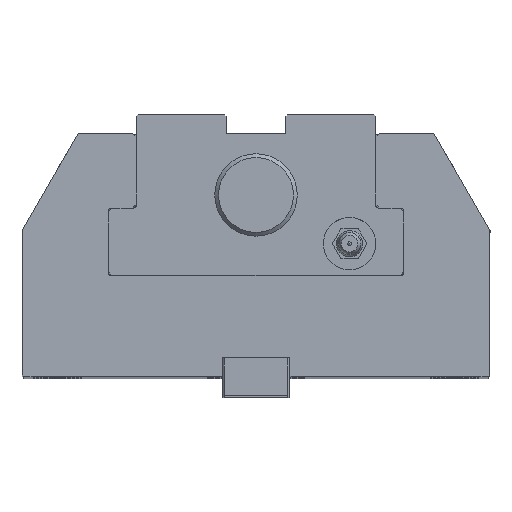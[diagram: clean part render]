
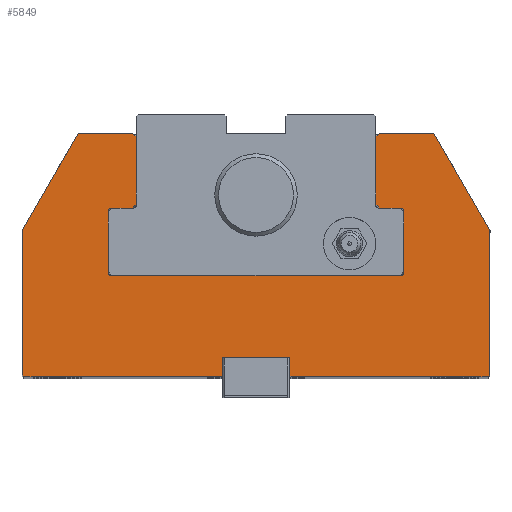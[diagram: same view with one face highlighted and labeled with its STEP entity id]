
A CAD part, top view. The second image highlights one B-rep face of the part: STEP entity #5849.
In plain terms, the highlighted planar face has unit normal (0, 0, 1).
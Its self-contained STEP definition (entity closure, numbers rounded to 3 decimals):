
#178=PLANE('',#6389);
#473=FACE_OUTER_BOUND('',#793,.T.);
#793=EDGE_LOOP('',(#4506,#4507,#4508,#4509,#4510,#4511,#4512,#4513,#4514,
#4515,#4516,#4517,#4518,#4519,#4520,#4521,#4522,#4523,#4524,#4525,#4526,
#4527,#4528,#4529,#4530,#4531,#4532,#4533,#4534,#4535));
#1076=LINE('',#8792,#1666);
#1085=LINE('',#8811,#1675);
#1095=LINE('',#8832,#1685);
#1176=LINE('',#9063,#1766);
#1185=LINE('',#9082,#1775);
#1188=LINE('',#9088,#1778);
#1191=LINE('',#9094,#1781);
#1194=LINE('',#9102,#1784);
#1204=LINE('',#9139,#1794);
#1207=LINE('',#9145,#1797);
#1210=LINE('',#9151,#1800);
#1213=LINE('',#9157,#1803);
#1229=LINE('',#9196,#1819);
#1233=LINE('',#9202,#1823);
#1240=LINE('',#9222,#1830);
#1244=LINE('',#9234,#1834);
#1247=LINE('',#9241,#1837);
#1251=LINE('',#9247,#1841);
#1259=LINE('',#9263,#1849);
#1278=LINE('',#9319,#1868);
#1296=LINE('',#9371,#1886);
#1297=LINE('',#9375,#1887);
#1298=LINE('',#9376,#1888);
#1299=LINE('',#9378,#1889);
#1300=LINE('',#9380,#1890);
#1301=LINE('',#9381,#1891);
#1666=VECTOR('',#7017,1000.);
#1675=VECTOR('',#7030,1000.);
#1685=VECTOR('',#7046,1000.);
#1766=VECTOR('',#7203,1000.);
#1775=VECTOR('',#7216,1000.);
#1778=VECTOR('',#7221,1000.);
#1781=VECTOR('',#7226,1000.);
#1784=VECTOR('',#7233,1000.);
#1794=VECTOR('',#7259,1000.);
#1797=VECTOR('',#7264,1000.);
#1800=VECTOR('',#7269,1000.);
#1803=VECTOR('',#7274,1000.);
#1819=VECTOR('',#7312,1000.);
#1823=VECTOR('',#7318,1000.);
#1830=VECTOR('',#7337,1000.);
#1834=VECTOR('',#7345,1000.);
#1837=VECTOR('',#7350,1000.);
#1841=VECTOR('',#7356,1000.);
#1849=VECTOR('',#7372,1000.);
#1868=VECTOR('',#7411,1000.);
#1886=VECTOR('',#7455,1000.);
#1887=VECTOR('',#7458,1000.);
#1888=VECTOR('',#7459,1000.);
#1889=VECTOR('',#7460,1000.);
#1890=VECTOR('',#7461,1000.);
#1891=VECTOR('',#7462,1000.);
#2295=CIRCLE('',#6283,0.8);
#2316=CIRCLE('',#6335,0.8);
#2322=CIRCLE('',#6373,0.8);
#2324=CIRCLE('',#6377,0.8);
#2575=VERTEX_POINT('',#8789);
#2576=VERTEX_POINT('',#8791);
#2583=VERTEX_POINT('',#8808);
#2584=VERTEX_POINT('',#8810);
#2589=VERTEX_POINT('',#8822);
#2592=VERTEX_POINT('',#8830);
#2671=VERTEX_POINT('',#9060);
#2672=VERTEX_POINT('',#9062);
#2677=VERTEX_POINT('',#9075);
#2680=VERTEX_POINT('',#9080);
#2682=VERTEX_POINT('',#9086);
#2684=VERTEX_POINT('',#9092);
#2687=VERTEX_POINT('',#9100);
#2694=VERTEX_POINT('',#9131);
#2696=VERTEX_POINT('',#9137);
#2698=VERTEX_POINT('',#9143);
#2700=VERTEX_POINT('',#9149);
#2702=VERTEX_POINT('',#9155);
#2714=VERTEX_POINT('',#9195);
#2715=VERTEX_POINT('',#9200);
#2722=VERTEX_POINT('',#9220);
#2727=VERTEX_POINT('',#9231);
#2728=VERTEX_POINT('',#9233);
#2731=VERTEX_POINT('',#9239);
#2749=VERTEX_POINT('',#9308);
#2753=VERTEX_POINT('',#9317);
#2763=VERTEX_POINT('',#9373);
#2764=VERTEX_POINT('',#9374);
#2765=VERTEX_POINT('',#9377);
#2766=VERTEX_POINT('',#9379);
#3195=EDGE_CURVE('',#2576,#2575,#1076,.T.);
#3205=EDGE_CURVE('',#2584,#2583,#1085,.T.);
#3212=EDGE_CURVE('',#2583,#2589,#2295,.T.);
#3216=EDGE_CURVE('',#2589,#2592,#1095,.T.);
#3316=EDGE_CURVE('',#2672,#2671,#1176,.T.);
#3326=EDGE_CURVE('',#2677,#2680,#1185,.T.);
#3329=EDGE_CURVE('',#2680,#2682,#1188,.T.);
#3332=EDGE_CURVE('',#2682,#2684,#1191,.T.);
#3336=EDGE_CURVE('',#2684,#2687,#1194,.T.);
#3347=EDGE_CURVE('',#2592,#2694,#2316,.T.);
#3350=EDGE_CURVE('',#2694,#2696,#1204,.T.);
#3353=EDGE_CURVE('',#2696,#2698,#1207,.T.);
#3356=EDGE_CURVE('',#2698,#2700,#1210,.T.);
#3359=EDGE_CURVE('',#2700,#2702,#1213,.T.);
#3380=EDGE_CURVE('',#2714,#2576,#1229,.T.);
#3384=EDGE_CURVE('',#2671,#2715,#1233,.T.);
#3394=EDGE_CURVE('',#2575,#2722,#1240,.T.);
#3399=EDGE_CURVE('',#2728,#2727,#1244,.T.);
#3403=EDGE_CURVE('',#2722,#2731,#1247,.T.);
#3407=EDGE_CURVE('',#2727,#2672,#1251,.T.);
#3416=EDGE_CURVE('',#2715,#2677,#1259,.T.);
#3436=EDGE_CURVE('',#2687,#2749,#2322,.T.);
#3440=EDGE_CURVE('',#2749,#2753,#1278,.T.);
#3443=EDGE_CURVE('',#2753,#2584,#2324,.T.);
#3465=EDGE_CURVE('',#2702,#2714,#1296,.T.);
#3466=EDGE_CURVE('',#2763,#2764,#1297,.T.);
#3467=EDGE_CURVE('',#2763,#2728,#1298,.T.);
#3468=EDGE_CURVE('',#2731,#2765,#1299,.T.);
#3469=EDGE_CURVE('',#2766,#2765,#1300,.T.);
#3470=EDGE_CURVE('',#2766,#2764,#1301,.T.);
#4506=ORIENTED_EDGE('',*,*,#3466,.F.);
#4507=ORIENTED_EDGE('',*,*,#3467,.T.);
#4508=ORIENTED_EDGE('',*,*,#3399,.T.);
#4509=ORIENTED_EDGE('',*,*,#3407,.T.);
#4510=ORIENTED_EDGE('',*,*,#3316,.T.);
#4511=ORIENTED_EDGE('',*,*,#3384,.T.);
#4512=ORIENTED_EDGE('',*,*,#3416,.T.);
#4513=ORIENTED_EDGE('',*,*,#3326,.T.);
#4514=ORIENTED_EDGE('',*,*,#3329,.T.);
#4515=ORIENTED_EDGE('',*,*,#3332,.T.);
#4516=ORIENTED_EDGE('',*,*,#3336,.T.);
#4517=ORIENTED_EDGE('',*,*,#3436,.T.);
#4518=ORIENTED_EDGE('',*,*,#3440,.T.);
#4519=ORIENTED_EDGE('',*,*,#3443,.T.);
#4520=ORIENTED_EDGE('',*,*,#3205,.T.);
#4521=ORIENTED_EDGE('',*,*,#3212,.T.);
#4522=ORIENTED_EDGE('',*,*,#3216,.T.);
#4523=ORIENTED_EDGE('',*,*,#3347,.T.);
#4524=ORIENTED_EDGE('',*,*,#3350,.T.);
#4525=ORIENTED_EDGE('',*,*,#3353,.T.);
#4526=ORIENTED_EDGE('',*,*,#3356,.T.);
#4527=ORIENTED_EDGE('',*,*,#3359,.T.);
#4528=ORIENTED_EDGE('',*,*,#3465,.T.);
#4529=ORIENTED_EDGE('',*,*,#3380,.T.);
#4530=ORIENTED_EDGE('',*,*,#3195,.T.);
#4531=ORIENTED_EDGE('',*,*,#3394,.T.);
#4532=ORIENTED_EDGE('',*,*,#3403,.T.);
#4533=ORIENTED_EDGE('',*,*,#3468,.T.);
#4534=ORIENTED_EDGE('',*,*,#3469,.F.);
#4535=ORIENTED_EDGE('',*,*,#3470,.T.);
#5849=ADVANCED_FACE('',(#473),#178,.T.);
#6283=AXIS2_PLACEMENT_3D('',#8824,#7039,#7040);
#6335=AXIS2_PLACEMENT_3D('',#9133,#7253,#7254);
#6373=AXIS2_PLACEMENT_3D('',#9310,#7403,#7404);
#6377=AXIS2_PLACEMENT_3D('',#9334,#7415,#7416);
#6389=AXIS2_PLACEMENT_3D('',#9372,#7456,#7457);
#7017=DIRECTION('',(0.,-1.,0.));
#7030=DIRECTION('',(-1.,0.,0.));
#7039=DIRECTION('center_axis',(0.,0.,-1.));
#7040=DIRECTION('ref_axis',(1.,0.,0.));
#7046=DIRECTION('',(0.,1.,0.));
#7203=DIRECTION('',(0.,1.,0.));
#7216=DIRECTION('',(-0.707,-0.707,0.));
#7221=DIRECTION('',(0.,-1.,0.));
#7226=DIRECTION('',(0.707,-0.707,0.));
#7233=DIRECTION('',(1.,0.,0.));
#7253=DIRECTION('center_axis',(0.,0.,-1.));
#7254=DIRECTION('ref_axis',(1.,0.,0.));
#7259=DIRECTION('',(1.,0.,0.));
#7264=DIRECTION('',(0.707,0.707,0.));
#7269=DIRECTION('',(0.,1.,0.));
#7274=DIRECTION('',(-0.707,0.707,0.));
#7312=DIRECTION('',(-0.5,-0.866,0.));
#7318=DIRECTION('',(-0.5,0.866,0.));
#7337=DIRECTION('',(0.707,-0.707,0.));
#7345=DIRECTION('',(1.,0.,0.));
#7350=DIRECTION('',(1.,0.,0.));
#7356=DIRECTION('',(0.707,0.707,0.));
#7372=DIRECTION('',(-1.,0.,0.));
#7403=DIRECTION('center_axis',(0.,0.,-1.));
#7404=DIRECTION('ref_axis',(1.,0.,0.));
#7411=DIRECTION('',(0.,-1.,0.));
#7415=DIRECTION('center_axis',(0.,0.,-1.));
#7416=DIRECTION('ref_axis',(1.,0.,0.));
#7455=DIRECTION('',(-1.,0.,0.));
#7456=DIRECTION('center_axis',(0.,0.,1.));
#7457=DIRECTION('ref_axis',(1.,0.,0.));
#7458=DIRECTION('',(0.,1.,0.));
#7459=DIRECTION('',(0.707,-0.707,0.));
#7460=DIRECTION('',(0.707,0.707,0.));
#7461=DIRECTION('',(0.,-1.,0.));
#7462=DIRECTION('',(1.,0.,0.));
#8789=CARTESIAN_POINT('',(-62.5,0.53,165.));
#8791=CARTESIAN_POINT('',(-62.5,39.019,165.));
#8792=CARTESIAN_POINT('',(-62.5,39.019,165.));
#8808=CARTESIAN_POINT('',(-38.7,27.,165.));
#8810=CARTESIAN_POINT('',(38.7,27.,165.));
#8811=CARTESIAN_POINT('',(-38.7,27.,165.));
#8822=CARTESIAN_POINT('',(-39.5,27.8,165.));
#8824=CARTESIAN_POINT('Origin',(-38.7,27.8,165.));
#8830=CARTESIAN_POINT('',(-39.5,44.2,165.));
#8832=CARTESIAN_POINT('',(-39.5,44.2,165.));
#9060=CARTESIAN_POINT('',(62.5,39.019,165.));
#9062=CARTESIAN_POINT('',(62.5,0.53,165.));
#9063=CARTESIAN_POINT('',(62.5,39.019,165.));
#9075=CARTESIAN_POINT('',(33.,65.,165.));
#9080=CARTESIAN_POINT('',(32.,64.,165.));
#9082=CARTESIAN_POINT('',(32.,64.,165.));
#9086=CARTESIAN_POINT('',(32.,46.,165.));
#9088=CARTESIAN_POINT('',(32.,64.,165.));
#9092=CARTESIAN_POINT('',(33.,45.,165.));
#9094=CARTESIAN_POINT('',(33.,45.,165.));
#9100=CARTESIAN_POINT('',(38.7,45.,165.));
#9102=CARTESIAN_POINT('',(33.,45.,165.));
#9131=CARTESIAN_POINT('',(-38.7,45.,165.));
#9133=CARTESIAN_POINT('Origin',(-38.7,44.2,165.));
#9137=CARTESIAN_POINT('',(-33.,45.,165.));
#9139=CARTESIAN_POINT('',(-38.7,45.,165.));
#9143=CARTESIAN_POINT('',(-32.,46.,165.));
#9145=CARTESIAN_POINT('',(-33.,45.,165.));
#9149=CARTESIAN_POINT('',(-32.,64.,165.));
#9151=CARTESIAN_POINT('',(-32.,64.,165.));
#9155=CARTESIAN_POINT('',(-33.,65.,165.));
#9157=CARTESIAN_POINT('',(-32.,64.,165.));
#9195=CARTESIAN_POINT('',(-47.5,65.,165.));
#9196=CARTESIAN_POINT('',(-47.5,65.,165.));
#9200=CARTESIAN_POINT('',(47.5,65.,165.));
#9202=CARTESIAN_POINT('',(47.5,65.,165.));
#9220=CARTESIAN_POINT('',(-61.97,0.,165.));
#9222=CARTESIAN_POINT('',(-61.97,0.,165.));
#9231=CARTESIAN_POINT('',(61.97,0.,165.));
#9233=CARTESIAN_POINT('',(9.5,0.,165.));
#9234=CARTESIAN_POINT('',(-61.97,0.,165.));
#9239=CARTESIAN_POINT('',(-9.5,0.,165.));
#9241=CARTESIAN_POINT('',(-61.97,0.,165.));
#9247=CARTESIAN_POINT('',(61.97,0.,165.));
#9263=CARTESIAN_POINT('',(33.,65.,165.));
#9308=CARTESIAN_POINT('',(39.5,44.2,165.));
#9310=CARTESIAN_POINT('Origin',(38.7,44.2,165.));
#9317=CARTESIAN_POINT('',(39.5,27.8,165.));
#9319=CARTESIAN_POINT('',(39.5,44.2,165.));
#9334=CARTESIAN_POINT('Origin',(38.7,27.8,165.));
#9371=CARTESIAN_POINT('',(-47.5,65.,165.));
#9372=CARTESIAN_POINT('Origin',(38.7,44.2,165.));
#9373=CARTESIAN_POINT('',(9.,0.5,165.));
#9374=CARTESIAN_POINT('',(9.,5.,165.));
#9375=CARTESIAN_POINT('',(9.,44.2,165.));
#9376=CARTESIAN_POINT('',(2.,7.5,165.));
#9377=CARTESIAN_POINT('',(-9.,0.5,165.));
#9378=CARTESIAN_POINT('',(36.7,46.2,165.));
#9379=CARTESIAN_POINT('',(-9.,5.,165.));
#9380=CARTESIAN_POINT('',(-9.,44.2,165.));
#9381=CARTESIAN_POINT('',(38.7,5.,165.));
